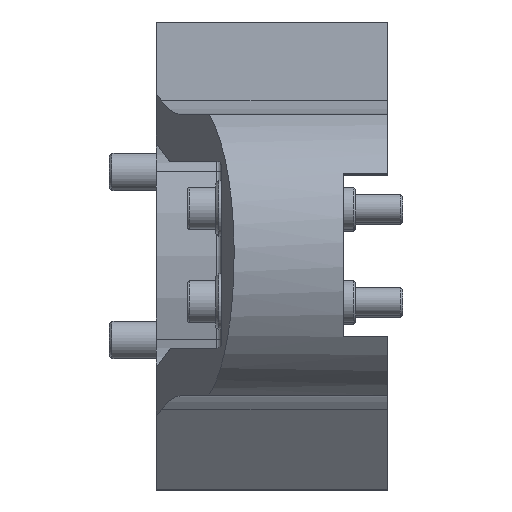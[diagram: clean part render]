
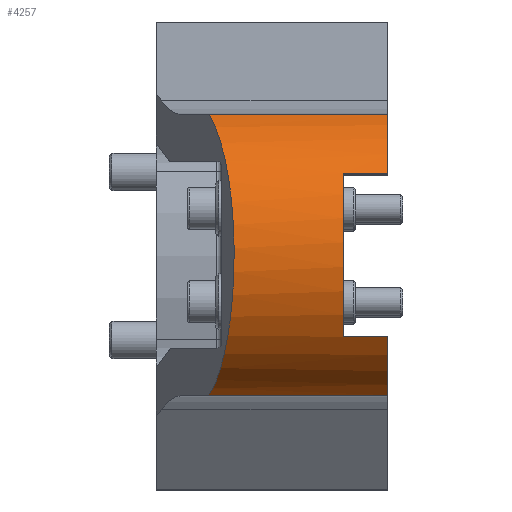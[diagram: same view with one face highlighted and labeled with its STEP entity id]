
A CAD part, top view. The second image highlights one B-rep face of the part: STEP entity #4257.
In plain terms, the highlighted cylindrical face has radius 65 mm (diameter 130 mm), a partial arc.
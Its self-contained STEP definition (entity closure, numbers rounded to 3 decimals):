
#50 = ORIENTED_EDGE ( 'NONE', *, *, #1858, .F. ) ;
#414 = DIRECTION ( 'NONE',  ( 0., 0., 1. ) ) ;
#642 = CARTESIAN_POINT ( 'NONE',  ( 0., 0., 244. ) ) ;
#707 = CARTESIAN_POINT ( 'NONE',  ( 99., -35., 298.772 ) ) ;
#788 = VERTEX_POINT ( 'NONE', #2812 ) ;
#902 = CARTESIAN_POINT ( 'NONE',  ( 80., 35., 298.772 ) ) ;
#929 = CARTESIAN_POINT ( 'NONE',  ( 22.674, -60., 269. ) ) ;
#932 = CARTESIAN_POINT ( 'NONE',  ( 99., 60., 269. ) ) ;
#1153 = ORIENTED_EDGE ( 'NONE', *, *, #4082, .F. ) ;
#1199 = FACE_OUTER_BOUND ( 'NONE', #5402, .T. ) ;
#1249 = DIRECTION ( 'NONE',  ( 0., 0., -1. ) ) ;
#1318 = EDGE_CURVE ( 'NONE', #2494, #3607, #2224, .T. ) ;
#1391 = VECTOR ( 'NONE', #6735, 1000. ) ;
#1455 = CARTESIAN_POINT ( 'NONE',  ( 0., -35., 298.772 ) ) ;
#1489 = DIRECTION ( 'NONE',  ( 1., 0., 0. ) ) ;
#1847 = CARTESIAN_POINT ( 'NONE',  ( 0., 60., 269. ) ) ;
#1858 = EDGE_CURVE ( 'NONE', #5577, #5781, #2626, .T. ) ;
#1870 = ORIENTED_EDGE ( 'NONE', *, *, #3045, .F. ) ;
#2099 = DIRECTION ( 'NONE',  ( 0., 0., 1. ) ) ;
#2210 = AXIS2_PLACEMENT_3D ( 'NONE', #642, #4777, #1249 ) ;
#2211 = DIRECTION ( 'NONE',  ( 0., 0., -1. ) ) ;
#2224 =( BOUNDED_CURVE ( )  B_SPLINE_CURVE ( 3, ( #4502, #6330, #7469, #929 ),
 .UNSPECIFIED., .F., .T. ) 
 B_SPLINE_CURVE_WITH_KNOTS ( ( 4, 4 ),
 ( 5.107, 7.459 ),
 .UNSPECIFIED. ) 
 CURVE ( )  GEOMETRIC_REPRESENTATION_ITEM ( )  RATIONAL_B_SPLINE_CURVE ( ( 1., 0.59, 0.59, 1. ) ) 
 REPRESENTATION_ITEM ( '' )  );
#2296 = EDGE_CURVE ( 'NONE', #788, #6073, #4472, .T. ) ;
#2494 = VERTEX_POINT ( 'NONE', #5779 ) ;
#2515 = VECTOR ( 'NONE', #4238, 1000. ) ;
#2557 = VECTOR ( 'NONE', #5838, 1000. ) ;
#2626 = CIRCLE ( 'NONE', #3420, 65. ) ;
#2812 = CARTESIAN_POINT ( 'NONE',  ( 99., 35., 298.772 ) ) ;
#2931 = ORIENTED_EDGE ( 'NONE', *, *, #7352, .T. ) ;
#2976 = VECTOR ( 'NONE', #4370, 1000. ) ;
#3045 = EDGE_CURVE ( 'NONE', #2494, #6073, #4260, .T. ) ;
#3201 = EDGE_CURVE ( 'NONE', #5577, #788, #3554, .T. ) ;
#3400 = DIRECTION ( 'NONE',  ( 1., 0., 0. ) ) ;
#3420 = AXIS2_PLACEMENT_3D ( 'NONE', #6980, #3400, #414 ) ;
#3554 = LINE ( 'NONE', #6116, #1391 ) ;
#3607 = VERTEX_POINT ( 'NONE', #4855 ) ;
#3635 = ORIENTED_EDGE ( 'NONE', *, *, #5656, .F. ) ;
#4026 = VERTEX_POINT ( 'NONE', #707 ) ;
#4082 = EDGE_CURVE ( 'NONE', #4026, #4113, #4815, .T. ) ;
#4113 = VERTEX_POINT ( 'NONE', #5812 ) ;
#4238 = DIRECTION ( 'NONE',  ( 1., 0., 0. ) ) ;
#4257 = ADVANCED_FACE ( 'NONE', ( #1199 ), #4543, .T. ) ;
#4260 = LINE ( 'NONE', #1847, #2515 ) ;
#4370 = DIRECTION ( 'NONE',  ( -1., 0., 0. ) ) ;
#4472 = CIRCLE ( 'NONE', #5426, 65. ) ;
#4500 = DIRECTION ( 'NONE',  ( -1., 0., 0. ) ) ;
#4502 = CARTESIAN_POINT ( 'NONE',  ( 22.674, 60., 269. ) ) ;
#4543 = CYLINDRICAL_SURFACE ( 'NONE', #2210, 65. ) ;
#4777 = DIRECTION ( 'NONE',  ( 1., 0., 0. ) ) ;
#4815 = CIRCLE ( 'NONE', #5190, 65. ) ;
#4855 = CARTESIAN_POINT ( 'NONE',  ( 22.674, -60., 269. ) ) ;
#5027 = CARTESIAN_POINT ( 'NONE',  ( 99., 0., 244. ) ) ;
#5054 = CARTESIAN_POINT ( 'NONE',  ( 99., 0., 244. ) ) ;
#5190 = AXIS2_PLACEMENT_3D ( 'NONE', #5027, #1489, #2099 ) ;
#5402 = EDGE_LOOP ( 'NONE', ( #7636, #3635, #1153, #2931, #50, #6766, #5680, #1870 ) ) ;
#5414 = LINE ( 'NONE', #6514, #2557 ) ;
#5426 = AXIS2_PLACEMENT_3D ( 'NONE', #5054, #4500, #2211 ) ;
#5538 = LINE ( 'NONE', #1455, #2976 ) ;
#5577 = VERTEX_POINT ( 'NONE', #902 ) ;
#5656 = EDGE_CURVE ( 'NONE', #4113, #3607, #5414, .T. ) ;
#5680 = ORIENTED_EDGE ( 'NONE', *, *, #2296, .T. ) ;
#5779 = CARTESIAN_POINT ( 'NONE',  ( 22.674, 60., 269. ) ) ;
#5781 = VERTEX_POINT ( 'NONE', #7142 ) ;
#5812 = CARTESIAN_POINT ( 'NONE',  ( 99., -60., 269. ) ) ;
#5838 = DIRECTION ( 'NONE',  ( -1., 0., 0. ) ) ;
#6073 = VERTEX_POINT ( 'NONE', #932 ) ;
#6116 = CARTESIAN_POINT ( 'NONE',  ( 0., 35., 298.772 ) ) ;
#6330 = CARTESIAN_POINT ( 'NONE',  ( 39.45, 33.913, 331.609 ) ) ;
#6514 = CARTESIAN_POINT ( 'NONE',  ( 0., -60., 269. ) ) ;
#6735 = DIRECTION ( 'NONE',  ( 1., 0., 0. ) ) ;
#6766 = ORIENTED_EDGE ( 'NONE', *, *, #3201, .T. ) ;
#6980 = CARTESIAN_POINT ( 'NONE',  ( 80., 0., 244. ) ) ;
#7142 = CARTESIAN_POINT ( 'NONE',  ( 80., -35., 298.772 ) ) ;
#7352 = EDGE_CURVE ( 'NONE', #4026, #5781, #5538, .T. ) ;
#7469 = CARTESIAN_POINT ( 'NONE',  ( 39.45, -33.913, 331.609 ) ) ;
#7636 = ORIENTED_EDGE ( 'NONE', *, *, #1318, .T. ) ;
